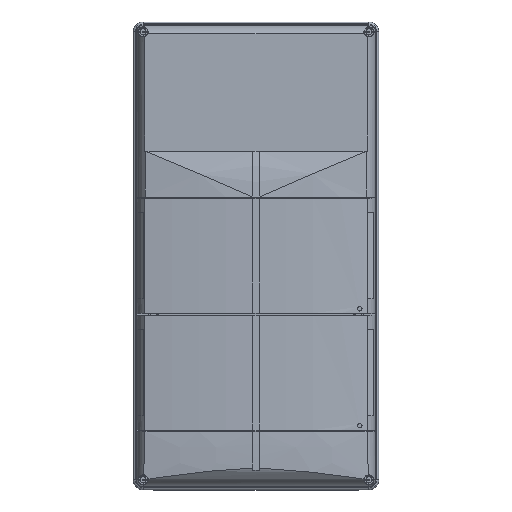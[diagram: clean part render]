
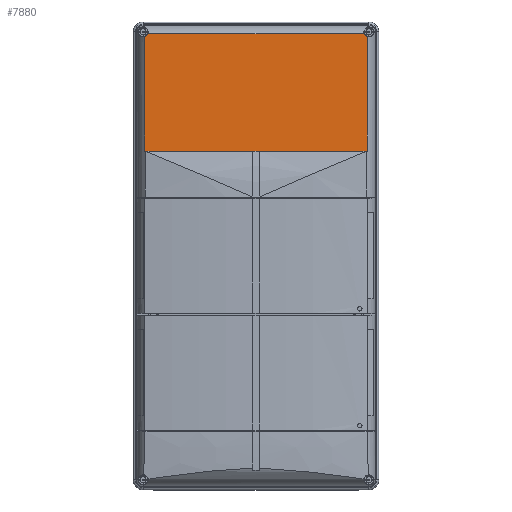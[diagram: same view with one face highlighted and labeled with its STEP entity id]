
A CAD part, top view. The second image highlights one B-rep face of the part: STEP entity #7880.
In plain terms, the highlighted planar face has unit normal (0, 0, 1).
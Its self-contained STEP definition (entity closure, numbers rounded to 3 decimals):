
#7880 = ADVANCED_FACE( '', ( #17162 ), #17163, .T. );
#17162 = FACE_OUTER_BOUND( '', #27698, .T. );
#17163 = PLANE( '', #27699 );
#27698 = EDGE_LOOP( '', ( #50520, #50521, #50522, #50523, #50524, #50525, #50526, #50527 ) );
#27699 = AXIS2_PLACEMENT_3D( '', #50528, #50529, #50530 );
#50520 = ORIENTED_EDGE( '', *, *, #65468, .F. );
#50521 = ORIENTED_EDGE( '', *, *, #69047, .T. );
#50522 = ORIENTED_EDGE( '', *, *, #63241, .F. );
#50523 = ORIENTED_EDGE( '', *, *, #66737, .T. );
#50524 = ORIENTED_EDGE( '', *, *, #65540, .F. );
#50525 = ORIENTED_EDGE( '', *, *, #69048, .T. );
#50526 = ORIENTED_EDGE( '', *, *, #65898, .T. );
#50527 = ORIENTED_EDGE( '', *, *, #66219, .T. );
#50528 = CARTESIAN_POINT( '', ( 175., -285., 54.45 ) );
#50529 = DIRECTION( '', ( 0., 0., 1. ) );
#50530 = DIRECTION( '', ( 1., 0., 0. ) );
#63241 = EDGE_CURVE( '', #76895, #76888, #76897, .T. );
#65468 = EDGE_CURVE( '', #80417, #80419, #80420, .F. );
#65540 = EDGE_CURVE( '', #80534, #80536, #80537, .T. );
#65898 = EDGE_CURVE( '', #81063, #79602, #81064, .T. );
#66219 = EDGE_CURVE( '', #79602, #80419, #81519, .T. );
#66737 = EDGE_CURVE( '', #76895, #80536, #82247, .F. );
#69047 = EDGE_CURVE( '', #80417, #76888, #85331, .F. );
#69048 = EDGE_CURVE( '', #80534, #81063, #85332, .T. );
#76888 = VERTEX_POINT( '', #96225 );
#76895 = VERTEX_POINT( '', #96262 );
#76897 = LINE( '', #96293, #96294 );
#79602 = VERTEX_POINT( '', #100293 );
#80417 = VERTEX_POINT( '', #101602 );
#80419 = VERTEX_POINT( '', #101629 );
#80420 = LINE( '', #101630, #101631 );
#80534 = VERTEX_POINT( '', #101791 );
#80536 = VERTEX_POINT( '', #101796 );
#80537 = LINE( '', #101797, #101798 );
#81063 = VERTEX_POINT( '', #102665 );
#81064 = LINE( '', #102666, #102667 );
#81519 = LINE( '', #103437, #103438 );
#82247 = CIRCLE( '', #104526, 6.5 );
#85331 = CIRCLE( '', #109473, 6.5 );
#85332 = LINE( '', #109474, #109475 );
#96225 = CARTESIAN_POINT( '', ( -139., -285., 54.45 ) );
#96262 = CARTESIAN_POINT( '', ( 139., -285., 54.45 ) );
#96293 = CARTESIAN_POINT( '', ( 175., -285., 54.45 ) );
#96294 = VECTOR( '', #117188, 1000. );
#100293 = CARTESIAN_POINT( '', ( -3.991, -134.494, 54.45 ) );
#101602 = CARTESIAN_POINT( '', ( -142.5, -281.5, 54.45 ) );
#101629 = CARTESIAN_POINT( '', ( -142.5, -134.494, 54.45 ) );
#101630 = CARTESIAN_POINT( '', ( -142.5, 300.25, 54.45 ) );
#101631 = VECTOR( '', #119940, 1000. );
#101791 = CARTESIAN_POINT( '', ( 142.5, -134.494, 54.45 ) );
#101796 = CARTESIAN_POINT( '', ( 142.5, -281.5, 54.45 ) );
#101797 = CARTESIAN_POINT( '', ( 142.5, 300.25, 54.45 ) );
#101798 = VECTOR( '', #120044, 1000. );
#102665 = CARTESIAN_POINT( '', ( 3.991, -134.494, 54.45 ) );
#102666 = CARTESIAN_POINT( '', ( 3.991, -134.494, 54.45 ) );
#102667 = VECTOR( '', #120422, 1000. );
#103437 = CARTESIAN_POINT( '', ( 175., -134.494, 54.45 ) );
#103438 = VECTOR( '', #120759, 1000. );
#104526 = AXIS2_PLACEMENT_3D( '', #121330, #121331, #121332 );
#109473 = AXIS2_PLACEMENT_3D( '', #123893, #123894, #123895 );
#109474 = CARTESIAN_POINT( '', ( 175., -134.494, 54.45 ) );
#109475 = VECTOR( '', #123896, 1000. );
#117188 = DIRECTION( '', ( -1., 0., 0. ) );
#119940 = DIRECTION( '', ( 0., -1., 0. ) );
#120044 = DIRECTION( '', ( 0., -1., 0. ) );
#120422 = DIRECTION( '', ( -1., 0., 0. ) );
#120759 = DIRECTION( '', ( -1., 0., 0. ) );
#121330 = CARTESIAN_POINT( '', ( 145., -287.5, 54.45 ) );
#121331 = DIRECTION( '', ( 0., 0., 1. ) );
#121332 = DIRECTION( '', ( 1., 0., 0. ) );
#123893 = CARTESIAN_POINT( '', ( -145., -287.5, 54.45 ) );
#123894 = DIRECTION( '', ( 0., 0., 1. ) );
#123895 = DIRECTION( '', ( 1., 0., 0. ) );
#123896 = DIRECTION( '', ( -1., 0., 0. ) );
